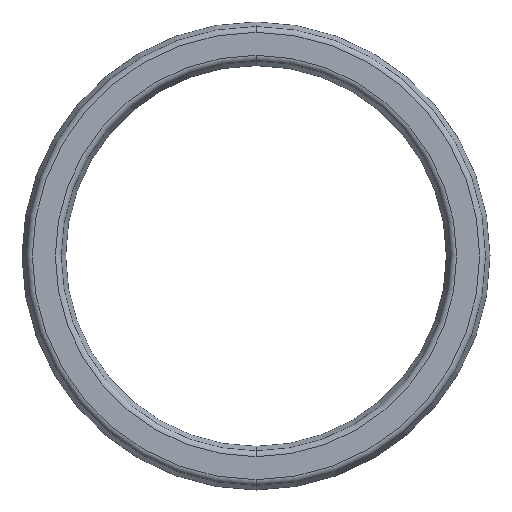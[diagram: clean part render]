
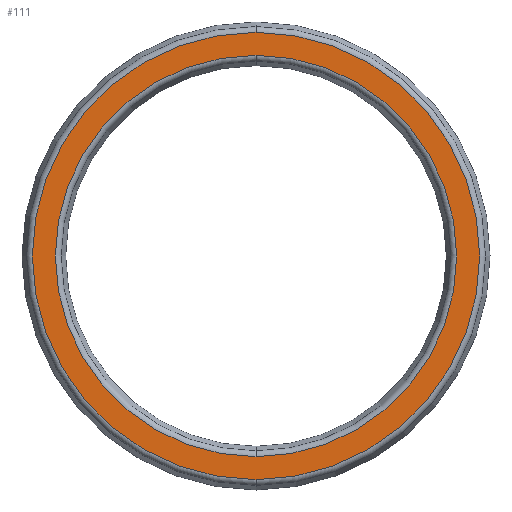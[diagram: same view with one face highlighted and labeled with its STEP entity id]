
A CAD part, front view. The second image highlights one B-rep face of the part: STEP entity #111.
In plain terms, the highlighted planar face has unit normal (0, -1, 0).
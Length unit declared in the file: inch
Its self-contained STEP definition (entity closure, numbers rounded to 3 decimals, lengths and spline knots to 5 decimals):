
#32 = ORIENTED_EDGE ( 'NONE', *, *, #261, .T. ) ;
#46 = EDGE_CURVE ( 'NONE', #344, #75, #96, .T. ) ;
#50 = EDGE_LOOP ( 'NONE', ( #224, #32 ) ) ;
#75 = VERTEX_POINT ( 'NONE', #604 ) ;
#87 = ORIENTED_EDGE ( 'NONE', *, *, #46, .T. ) ;
#90 = DIRECTION ( 'NONE',  ( 0., 1., 0. ) ) ;
#96 = CIRCLE ( 'NONE', #401, 2.01012 ) ;
#111 = ADVANCED_FACE ( 'NONE', ( #588, #127 ), #329, .T. ) ;
#121 = CARTESIAN_POINT ( 'NONE',  ( 2.125, -0.3125, -2.23988 ) ) ;
#127 = FACE_BOUND ( 'NONE', #343, .T. ) ;
#168 = CARTESIAN_POINT ( 'NONE',  ( 2.125, -0.3125, 0. ) ) ;
#194 = VERTEX_POINT ( 'NONE', #471 ) ;
#220 = CIRCLE ( 'NONE', #659, 2.23988 ) ;
#224 = ORIENTED_EDGE ( 'NONE', *, *, #255, .T. ) ;
#238 = CARTESIAN_POINT ( 'NONE',  ( -0.15625, -0.3125, 0. ) ) ;
#255 = EDGE_CURVE ( 'NONE', #395, #194, #481, .T. ) ;
#261 = EDGE_CURVE ( 'NONE', #194, #395, #220, .T. ) ;
#285 = CARTESIAN_POINT ( 'NONE',  ( 2.125, -0.3125, 0. ) ) ;
#308 = EDGE_CURVE ( 'NONE', #75, #344, #474, .T. ) ;
#325 = CARTESIAN_POINT ( 'NONE',  ( 2.125, -0.3125, 2.01012 ) ) ;
#329 = PLANE ( 'NONE',  #472 ) ;
#343 = EDGE_LOOP ( 'NONE', ( #403, #87 ) ) ;
#344 = VERTEX_POINT ( 'NONE', #325 ) ;
#395 = VERTEX_POINT ( 'NONE', #121 ) ;
#401 = AXIS2_PLACEMENT_3D ( 'NONE', #285, #90, #402 ) ;
#402 = DIRECTION ( 'NONE',  ( 0., 0., -1. ) ) ;
#403 = ORIENTED_EDGE ( 'NONE', *, *, #308, .T. ) ;
#405 = DIRECTION ( 'NONE',  ( 0., 0., -1. ) ) ;
#419 = DIRECTION ( 'NONE',  ( 0., -1., 0. ) ) ;
#471 = CARTESIAN_POINT ( 'NONE',  ( 2.125, -0.3125, 2.23988 ) ) ;
#472 = AXIS2_PLACEMENT_3D ( 'NONE', #238, #660, #405 ) ;
#474 = CIRCLE ( 'NONE', #611, 2.01012 ) ;
#481 = CIRCLE ( 'NONE', #571, 2.23988 ) ;
#513 = DIRECTION ( 'NONE',  ( 0., -1., 0. ) ) ;
#522 = DIRECTION ( 'NONE',  ( 0., 0., -1. ) ) ;
#565 = CARTESIAN_POINT ( 'NONE',  ( 2.125, -0.3125, 0. ) ) ;
#571 = AXIS2_PLACEMENT_3D ( 'NONE', #565, #419, #522 ) ;
#582 = CARTESIAN_POINT ( 'NONE',  ( 2.125, -0.3125, 0. ) ) ;
#584 = DIRECTION ( 'NONE',  ( 0., 1., 0. ) ) ;
#588 = FACE_OUTER_BOUND ( 'NONE', #50, .T. ) ;
#604 = CARTESIAN_POINT ( 'NONE',  ( 2.125, -0.3125, -2.01012 ) ) ;
#611 = AXIS2_PLACEMENT_3D ( 'NONE', #582, #584, #631 ) ;
#620 = DIRECTION ( 'NONE',  ( 0., 0., -1. ) ) ;
#631 = DIRECTION ( 'NONE',  ( 0., 0., -1. ) ) ;
#659 = AXIS2_PLACEMENT_3D ( 'NONE', #168, #513, #620 ) ;
#660 = DIRECTION ( 'NONE',  ( 0., -1., 0. ) ) ;
